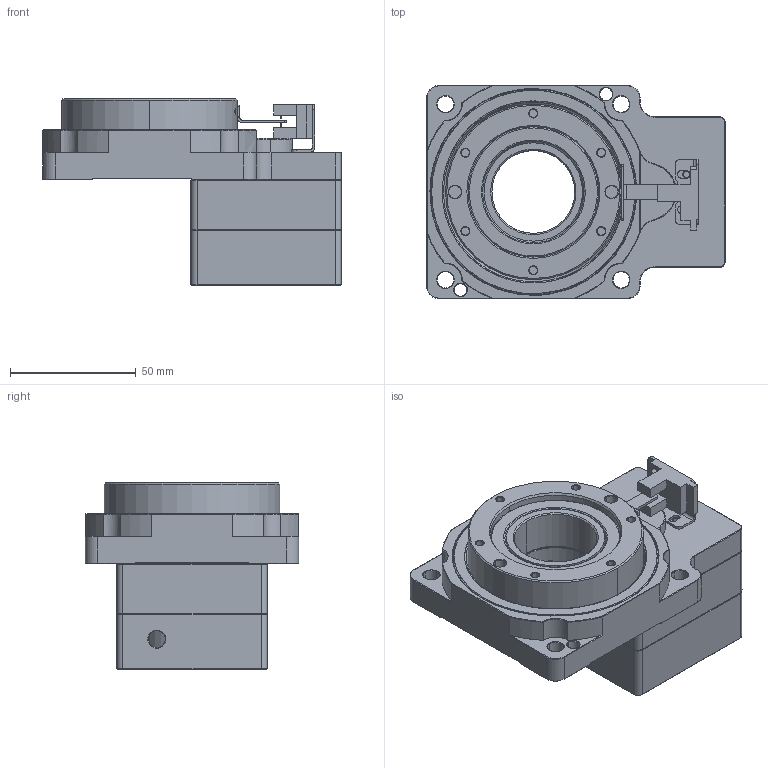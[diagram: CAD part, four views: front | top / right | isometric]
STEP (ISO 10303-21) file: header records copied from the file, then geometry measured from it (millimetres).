
FILE_DESCRIPTION(/* description */ (''),/* implementation_level */ '2;1');
FILE_NAME(/* name */ 'DTN085-05-14-30-50-70-M5.stp',/* time_stamp */ '2021-02-27T16:23:50+08:00',/* author */ (''),/* organization */ (''),/* preprocessor_version */ 'ST-DEVELOPER v16',/* originating_system */ 'SIEMENS PLM Software NX 10.0',/* authorisation */ '');
FILE_SCHEMA (('AUTOMOTIVE_DESIGN { 1 0 10303 214 3 1 1 1 }'));
Products named in the file (1): DTN085-05-14-30-50-70-M5_stp
Bounding box: 119 x 85 x 74.3 mm (x, y, z)
Surface area: 72447.3 mm2 (no closed solid volume)
Topology: 0 solids, 1122 shells, 1274 faces, 5884 edges, 5705 vertices
Faces by surface type: plane 518, cone 381, cylinder 339, torus 36
Entity records: 83505 total; most frequent: CARTESIAN_POINT 22390, DIRECTION 8048, ORIENTED_EDGE 6234, EDGE_CURVE 5840, VERTEX_POINT 5705, AXIS2_PLACEMENT_3D 3048, PRESENTATION_STYLE_ASSIGNMENT 2396, SURFACE_STYLE_USAGE 2396
